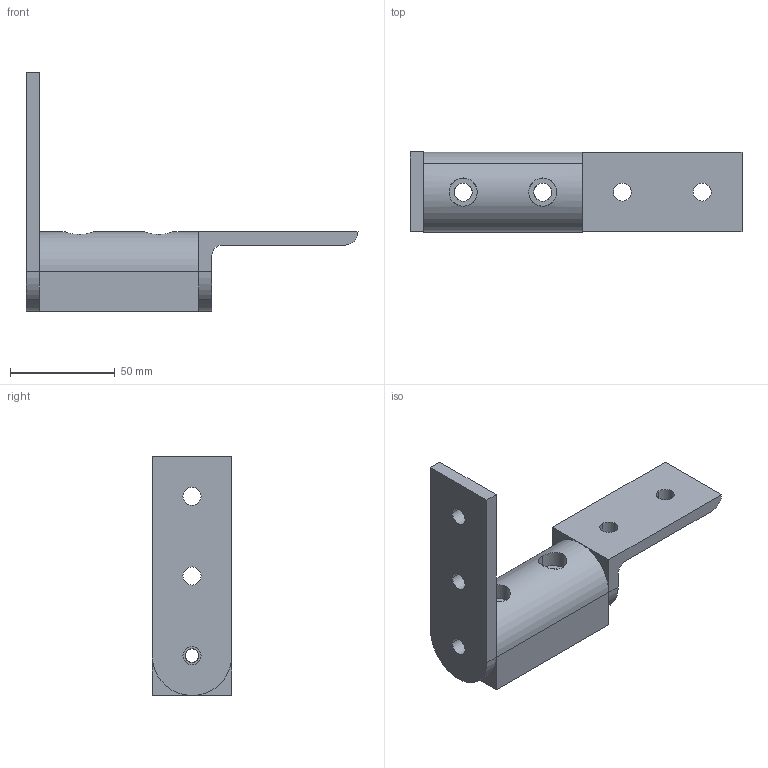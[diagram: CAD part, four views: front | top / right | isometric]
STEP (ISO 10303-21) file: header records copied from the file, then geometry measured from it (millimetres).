
FILE_DESCRIPTION((''),'2;1');
FILE_NAME('15HI8828.stp','2006-03-13T15:35:08',('Shawn Mantel'),('Faztek, LLC'),'Mechanical Desktop 2005','Mechanical Desktop 2005',', , ');
FILE_SCHEMA(('CONFIG_CONTROL_DESIGN'));
Length unit declared in the file: inch
Products named in the file (1): Product
Bounding box: 158.75 x 38.1 x 114.3 mm (x, y, z)
Volume: 140370.2 mm3; surface area: 36071.1 mm2
Topology: 3 solids, 3 shells, 54 faces, 142 edges, 96 vertices
Faces by surface type: cylinder 36, plane 18
Entity records: 2043 total; most frequent: CARTESIAN_POINT 533, DIRECTION 296, ORIENTED_EDGE 284, EDGE_CURVE 142, AXIS2_PLACEMENT_3D 115, VERTEX_POINT 96, EDGE_LOOP 78, VECTOR 66
